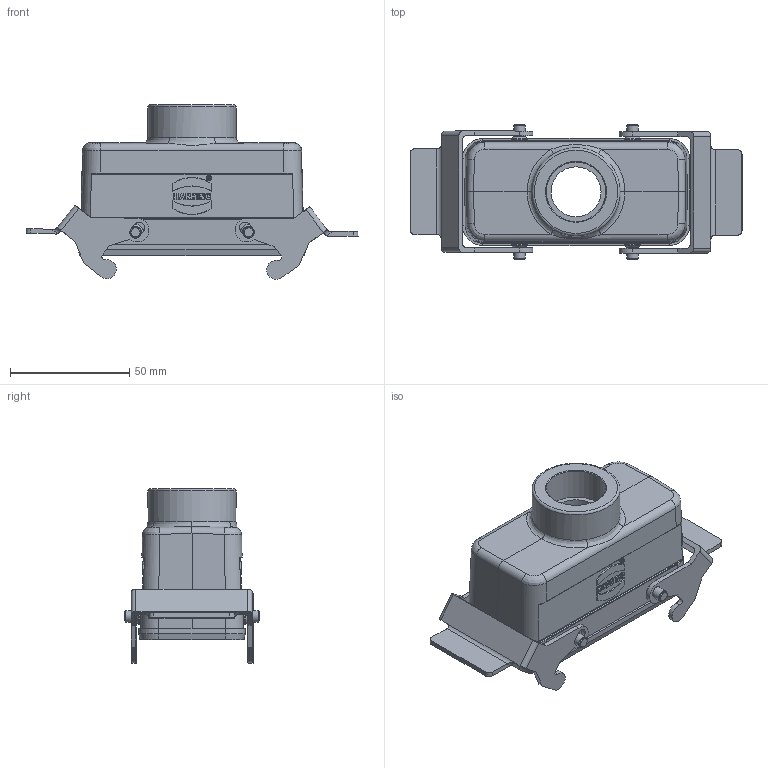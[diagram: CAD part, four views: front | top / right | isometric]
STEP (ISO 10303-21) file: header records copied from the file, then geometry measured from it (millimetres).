
FILE_DESCRIPTION((''),'2;1');
FILE_NAME('04300161761.stp','2020-07-07T15:59:56',('e.eickhoff'),(''),'Autodesk Inventor 2012','Autodesk Inventor 2012','');
FILE_SCHEMA(('AUTOMOTIVE_DESIGN { 1 0 10303 214 1 1 1 1 }'));
Length unit declared in the file: millimetre
Products named in the file (3): 04300161761; Metallbügel Quer
Assembly tree (3 placements, depth 2):
  04300161761
    04300161761
    Metallbügel Quer  x2
Bounding box: 139.48 x 57 x 73.43 mm (x, y, z)
Volume: 66033.9 mm3; surface area: 44512.8 mm2
Topology: 3 solids, 3 shells, 600 faces, 2051 edges, 2012 vertices
Faces by surface type: plane 338, cylinder 139, bspline 83, torus 21, cone 19
Full cylindrical faces by diameter (mm): 2.05 x4, 3 x4, 4 x4, 4.8 x4, 7 x4, 21 x1, 25 x1, 37 x1
Entity records: 24021 total; most frequent: CARTESIAN_POINT 7801, DIRECTION 2887, ORIENTED_EDGE 2604, EDGE_CURVE 1302, VECTOR 991, LINE 991, AXIS2_PLACEMENT_3D 948, VERTEX_POINT 849
